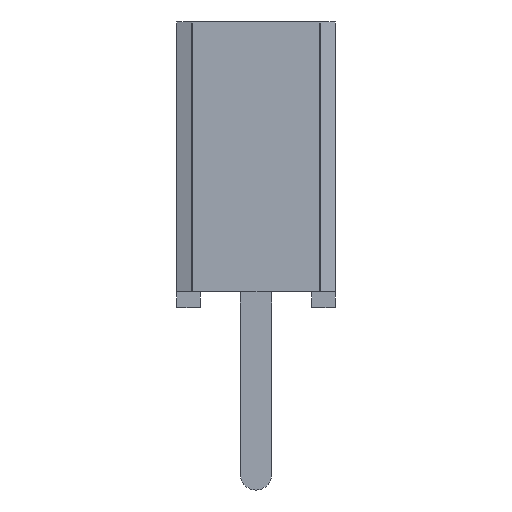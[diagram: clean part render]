
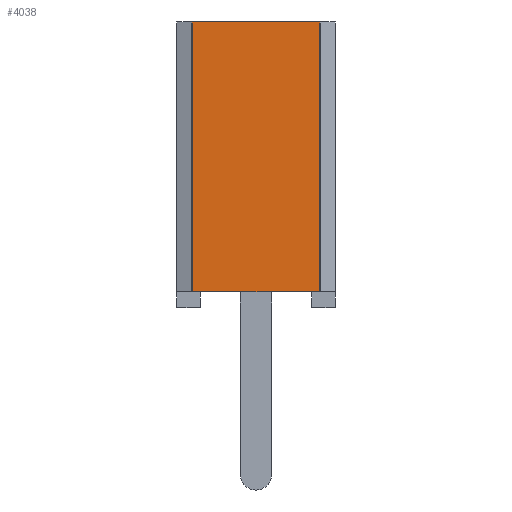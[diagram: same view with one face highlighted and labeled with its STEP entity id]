
A CAD part, left-side view. The second image highlights one B-rep face of the part: STEP entity #4038.
In plain terms, the highlighted planar face has unit normal (-1, 0, 0).
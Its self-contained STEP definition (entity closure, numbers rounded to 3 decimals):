
#4038 = ADVANCED_FACE('',(#4039),#4073,.F.);
#4039 = FACE_BOUND('',#4040,.T.);
#4040 = EDGE_LOOP('',(#4041,#4051,#4059,#4067));
#4041 = ORIENTED_EDGE('',*,*,#4042,.T.);
#4042 = EDGE_CURVE('',#4043,#4045,#4047,.T.);
#4043 = VERTEX_POINT('',#4044);
#4044 = CARTESIAN_POINT('',(-11.544,1.026,4.572));
#4045 = VERTEX_POINT('',#4046);
#4046 = CARTESIAN_POINT('',(-11.544,1.026,0.254));
#4047 = LINE('',#4048,#4049);
#4048 = CARTESIAN_POINT('',(-11.544,1.026,4.572));
#4049 = VECTOR('',#4050,1.);
#4050 = DIRECTION('',(0.,0.,-1.));
#4051 = ORIENTED_EDGE('',*,*,#4052,.T.);
#4052 = EDGE_CURVE('',#4045,#4053,#4055,.T.);
#4053 = VERTEX_POINT('',#4054);
#4054 = CARTESIAN_POINT('',(-11.544,-1.026,0.254));
#4055 = LINE('',#4056,#4057);
#4056 = CARTESIAN_POINT('',(-11.544,0.889,0.254));
#4057 = VECTOR('',#4058,1.);
#4058 = DIRECTION('',(0.,-1.,0.));
#4059 = ORIENTED_EDGE('',*,*,#4060,.T.);
#4060 = EDGE_CURVE('',#4053,#4061,#4063,.T.);
#4061 = VERTEX_POINT('',#4062);
#4062 = CARTESIAN_POINT('',(-11.544,-1.026,4.572));
#4063 = LINE('',#4064,#4065);
#4064 = CARTESIAN_POINT('',(-11.544,-1.026,4.572));
#4065 = VECTOR('',#4066,1.);
#4066 = DIRECTION('',(0.,0.,1.));
#4067 = ORIENTED_EDGE('',*,*,#4068,.F.);
#4068 = EDGE_CURVE('',#4043,#4061,#4069,.T.);
#4069 = LINE('',#4070,#4071);
#4070 = CARTESIAN_POINT('',(-11.544,1.27,4.572));
#4071 = VECTOR('',#4072,1.);
#4072 = DIRECTION('',(0.,-1.,0.));
#4073 = PLANE('',#4074);
#4074 = AXIS2_PLACEMENT_3D('',#4075,#4076,#4077);
#4075 = CARTESIAN_POINT('',(-11.544,1.27,4.572));
#4076 = DIRECTION('',(1.,0.,0.));
#4077 = DIRECTION('',(0.,1.,0.));
